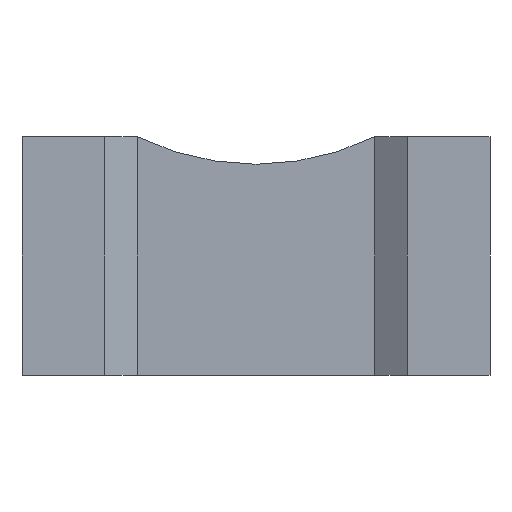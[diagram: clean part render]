
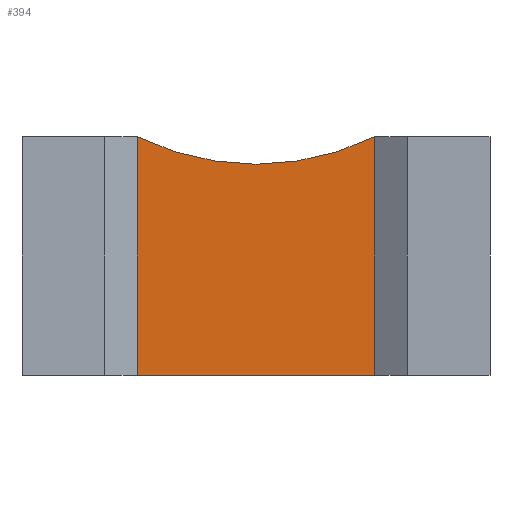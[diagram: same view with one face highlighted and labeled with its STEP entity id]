
A CAD part, front view. The second image highlights one B-rep face of the part: STEP entity #394.
In plain terms, the highlighted planar face has unit normal (0, -1, 0).
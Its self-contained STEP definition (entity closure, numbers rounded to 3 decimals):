
#11=CIRCLE('',#420,5.873);
#36=FACE_OUTER_BOUND('',#58,.T.);
#58=EDGE_LOOP('',(#311,#312,#313,#314));
#101=LINE('',#611,#147);
#102=LINE('',#613,#148);
#103=LINE('',#614,#149);
#147=VECTOR('',#507,5.2);
#148=VECTOR('',#508,5.172);
#149=VECTOR('',#509,5.2);
#179=VERTEX_POINT('',#601);
#180=VERTEX_POINT('',#602);
#183=VERTEX_POINT('',#610);
#184=VERTEX_POINT('',#612);
#223=EDGE_CURVE('',#179,#180,#11,.T.);
#227=EDGE_CURVE('',#180,#183,#101,.T.);
#228=EDGE_CURVE('',#184,#183,#102,.T.);
#229=EDGE_CURVE('',#179,#184,#103,.T.);
#311=ORIENTED_EDGE('',*,*,#223,.T.);
#312=ORIENTED_EDGE('',*,*,#227,.T.);
#313=ORIENTED_EDGE('',*,*,#228,.F.);
#314=ORIENTED_EDGE('',*,*,#229,.F.);
#347=PLANE('',#422);
#394=ADVANCED_FACE('',(#36),#347,.T.);
#420=AXIS2_PLACEMENT_3D('',#603,#499,#500);
#422=AXIS2_PLACEMENT_3D('',#609,#505,#506);
#499=DIRECTION('center_axis',(0.,1.,0.));
#500=DIRECTION('ref_axis',(0.44,0.,-0.898));
#505=DIRECTION('center_axis',(0.,-1.,0.));
#506=DIRECTION('ref_axis',(-1.,0.,0.));
#507=DIRECTION('',(0.,0.,-1.));
#508=DIRECTION('',(-1.,0.,0.));
#509=DIRECTION('',(0.,0.,-1.));
#601=CARTESIAN_POINT('',(7.686,0.5,5.2));
#602=CARTESIAN_POINT('',(2.514,0.5,5.2));
#603=CARTESIAN_POINT('Origin',(5.1,0.5,10.473));
#609=CARTESIAN_POINT('Origin',(7.686,0.5,5.2));
#610=CARTESIAN_POINT('',(2.514,0.5,0.));
#611=CARTESIAN_POINT('',(2.514,0.5,5.2));
#612=CARTESIAN_POINT('',(7.686,0.5,0.));
#613=CARTESIAN_POINT('',(2.514,0.5,0.));
#614=CARTESIAN_POINT('',(7.686,0.5,5.2));
